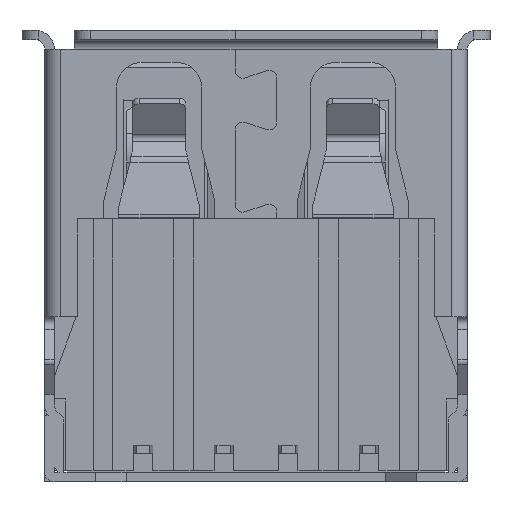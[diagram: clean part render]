
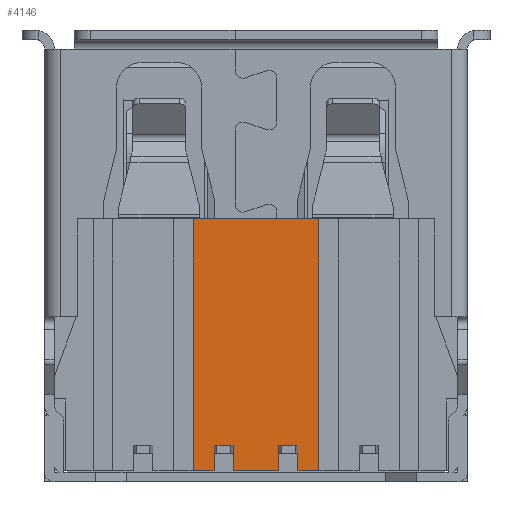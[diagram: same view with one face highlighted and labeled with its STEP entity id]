
A CAD part, front view. The second image highlights one B-rep face of the part: STEP entity #4146.
In plain terms, the highlighted planar face has unit normal (0, -1, 0).
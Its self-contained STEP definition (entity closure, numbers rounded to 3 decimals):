
#532 = CARTESIAN_POINT ( 'NONE',  ( 0., -6.1, -3.98 ) ) ;
#542 = EDGE_CURVE ( 'NONE', #611, #9154, #19010, .T. ) ;
#611 = VERTEX_POINT ( 'NONE', #6710 ) ;
#793 = CARTESIAN_POINT ( 'NONE',  ( 4.3, -6.1, 0. ) ) ;
#809 = CARTESIAN_POINT ( 'NONE',  ( 7.55, -6.1, -4.77 ) ) ;
#1075 = DIRECTION ( 'NONE',  ( 0., 0., 1. ) ) ;
#1120 = LINE ( 'NONE', #8027, #20279 ) ;
#1357 = EDGE_CURVE ( 'NONE', #21610, #14779, #2217, .T. ) ;
#1721 = VECTOR ( 'NONE', #1075, 1000. ) ;
#2217 = LINE ( 'NONE', #793, #5477 ) ;
#2291 = CARTESIAN_POINT ( 'NONE',  ( 4.95, -6.1, -3.98 ) ) ;
#2479 = CARTESIAN_POINT ( 'NONE',  ( 6.95, -6.1, -4.77 ) ) ;
#2825 = CARTESIAN_POINT ( 'NONE',  ( 8.2, -6.1, 3.03 ) ) ;
#2984 = LINE ( 'NONE', #11760, #16253 ) ;
#3091 = ORIENTED_EDGE ( 'NONE', *, *, #15308, .T. ) ;
#3131 = VECTOR ( 'NONE', #3791, 1000. ) ;
#3232 = CARTESIAN_POINT ( 'NONE',  ( 5.55, -6.1, -3.98 ) ) ;
#3353 = EDGE_CURVE ( 'NONE', #14792, #12809, #9421, .T. ) ;
#3791 = DIRECTION ( 'NONE',  ( 1., 0., 0. ) ) ;
#3918 = LINE ( 'NONE', #532, #6448 ) ;
#4146 = ADVANCED_FACE ( 'NONE', ( #20117 ), #18379, .T. ) ;
#4745 = VERTEX_POINT ( 'NONE', #809 ) ;
#4864 = VERTEX_POINT ( 'NONE', #11352 ) ;
#5239 = CARTESIAN_POINT ( 'NONE',  ( 5.55, -6.1, -4.77 ) ) ;
#5477 = VECTOR ( 'NONE', #5717, 1000. ) ;
#5527 = CARTESIAN_POINT ( 'NONE',  ( 4.3, -6.1, 3.03 ) ) ;
#5545 = ORIENTED_EDGE ( 'NONE', *, *, #6645, .F. ) ;
#5717 = DIRECTION ( 'NONE',  ( 0., 0., -1. ) ) ;
#5872 = VECTOR ( 'NONE', #20415, 1000. ) ;
#5894 = ORIENTED_EDGE ( 'NONE', *, *, #3353, .T. ) ;
#6448 = VECTOR ( 'NONE', #14675, 1000. ) ;
#6645 = EDGE_CURVE ( 'NONE', #611, #4745, #12447, .T. ) ;
#6710 = CARTESIAN_POINT ( 'NONE',  ( 8.2, -6.1, -4.77 ) ) ;
#6910 = ORIENTED_EDGE ( 'NONE', *, *, #9063, .T. ) ;
#7423 = ORIENTED_EDGE ( 'NONE', *, *, #542, .T. ) ;
#7628 = ORIENTED_EDGE ( 'NONE', *, *, #18353, .T. ) ;
#7879 = CARTESIAN_POINT ( 'NONE',  ( 7.55, -6.1, -3.98 ) ) ;
#7926 = VERTEX_POINT ( 'NONE', #3232 ) ;
#8027 = CARTESIAN_POINT ( 'NONE',  ( 0., -6.1, -4.77 ) ) ;
#8029 = ORIENTED_EDGE ( 'NONE', *, *, #9241, .F. ) ;
#8701 = ORIENTED_EDGE ( 'NONE', *, *, #13726, .T. ) ;
#8734 = LINE ( 'NONE', #2479, #5872 ) ;
#9063 = EDGE_CURVE ( 'NONE', #12809, #7926, #3918, .T. ) ;
#9091 = CARTESIAN_POINT ( 'NONE',  ( 4.95, -6.1, -4.77 ) ) ;
#9100 = VECTOR ( 'NONE', #15159, 1000. ) ;
#9154 = VERTEX_POINT ( 'NONE', #2825 ) ;
#9241 = EDGE_CURVE ( 'NONE', #14792, #14779, #2984, .T. ) ;
#9398 = VECTOR ( 'NONE', #16252, 1000. ) ;
#9421 = LINE ( 'NONE', #9091, #1721 ) ;
#10092 = CARTESIAN_POINT ( 'NONE',  ( 0., -6.1, 0. ) ) ;
#10172 = VECTOR ( 'NONE', #19676, 1000. ) ;
#10859 = VERTEX_POINT ( 'NONE', #18644 ) ;
#10992 = CARTESIAN_POINT ( 'NONE',  ( 4.3, -6.1, -4.77 ) ) ;
#11330 = ORIENTED_EDGE ( 'NONE', *, *, #19721, .F. ) ;
#11352 = CARTESIAN_POINT ( 'NONE',  ( 6.95, -6.1, -4.77 ) ) ;
#11410 = ORIENTED_EDGE ( 'NONE', *, *, #1357, .T. ) ;
#11534 = DIRECTION ( 'NONE',  ( 0., -1., 0. ) ) ;
#11609 = VERTEX_POINT ( 'NONE', #19133 ) ;
#11760 = CARTESIAN_POINT ( 'NONE',  ( 0., -6.1, -4.77 ) ) ;
#11994 = LINE ( 'NONE', #19840, #9100 ) ;
#12447 = LINE ( 'NONE', #19203, #21036 ) ;
#12809 = VERTEX_POINT ( 'NONE', #2291 ) ;
#13209 = VECTOR ( 'NONE', #17706, 1000. ) ;
#13726 = EDGE_CURVE ( 'NONE', #4864, #11609, #8734, .T. ) ;
#14118 = CARTESIAN_POINT ( 'NONE',  ( 0., -6.1, 3.03 ) ) ;
#14675 = DIRECTION ( 'NONE',  ( 1., 0., 0. ) ) ;
#14779 = VERTEX_POINT ( 'NONE', #10992 ) ;
#14792 = VERTEX_POINT ( 'NONE', #18384 ) ;
#15159 = DIRECTION ( 'NONE',  ( 0., 0., -1. ) ) ;
#15207 = CARTESIAN_POINT ( 'NONE',  ( 0., -6.1, -3.98 ) ) ;
#15308 = EDGE_CURVE ( 'NONE', #11609, #10859, #18683, .T. ) ;
#15487 = EDGE_CURVE ( 'NONE', #21610, #9154, #16143, .T. ) ;
#15764 = ORIENTED_EDGE ( 'NONE', *, *, #17355, .T. ) ;
#16143 = LINE ( 'NONE', #14118, #9398 ) ;
#16252 = DIRECTION ( 'NONE',  ( 1., 0., 0. ) ) ;
#16253 = VECTOR ( 'NONE', #18394, 1000. ) ;
#16631 = LINE ( 'NONE', #7879, #10172 ) ;
#16650 = DIRECTION ( 'NONE',  ( -1., 0., 0. ) ) ;
#17355 = EDGE_CURVE ( 'NONE', #10859, #4745, #16631, .T. ) ;
#17706 = DIRECTION ( 'NONE',  ( 0., 0., 1. ) ) ;
#18353 = EDGE_CURVE ( 'NONE', #7926, #20843, #11994, .T. ) ;
#18379 = PLANE ( 'NONE',  #21002 ) ;
#18384 = CARTESIAN_POINT ( 'NONE',  ( 4.95, -6.1, -4.77 ) ) ;
#18394 = DIRECTION ( 'NONE',  ( -1., 0., 0. ) ) ;
#18644 = CARTESIAN_POINT ( 'NONE',  ( 7.55, -6.1, -3.98 ) ) ;
#18683 = LINE ( 'NONE', #15207, #3131 ) ;
#19010 = LINE ( 'NONE', #19334, #13209 ) ;
#19133 = CARTESIAN_POINT ( 'NONE',  ( 6.95, -6.1, -3.98 ) ) ;
#19203 = CARTESIAN_POINT ( 'NONE',  ( 0., -6.1, -4.77 ) ) ;
#19334 = CARTESIAN_POINT ( 'NONE',  ( 8.2, -6.1, 0. ) ) ;
#19498 = DIRECTION ( 'NONE',  ( -1., 0., 0. ) ) ;
#19676 = DIRECTION ( 'NONE',  ( 0., 0., -1. ) ) ;
#19721 = EDGE_CURVE ( 'NONE', #4864, #20843, #1120, .T. ) ;
#19840 = CARTESIAN_POINT ( 'NONE',  ( 5.55, -6.1, -3.98 ) ) ;
#20117 = FACE_OUTER_BOUND ( 'NONE', #20990, .T. ) ;
#20279 = VECTOR ( 'NONE', #19498, 1000. ) ;
#20415 = DIRECTION ( 'NONE',  ( 0., 0., 1. ) ) ;
#20843 = VERTEX_POINT ( 'NONE', #5239 ) ;
#20990 = EDGE_LOOP ( 'NONE', ( #8701, #3091, #15764, #5545, #7423, #21402, #11410, #8029, #5894, #6910, #7628, #11330 ) ) ;
#21002 = AXIS2_PLACEMENT_3D ( 'NONE', #10092, #11534, #16650 ) ;
#21036 = VECTOR ( 'NONE', #21166, 1000. ) ;
#21166 = DIRECTION ( 'NONE',  ( -1., 0., 0. ) ) ;
#21402 = ORIENTED_EDGE ( 'NONE', *, *, #15487, .F. ) ;
#21610 = VERTEX_POINT ( 'NONE', #5527 ) ;
